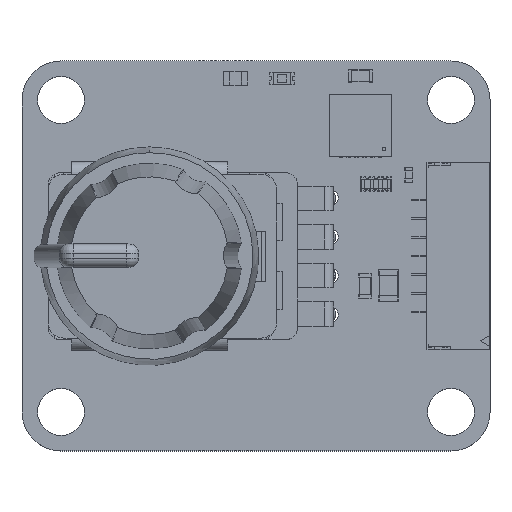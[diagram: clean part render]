
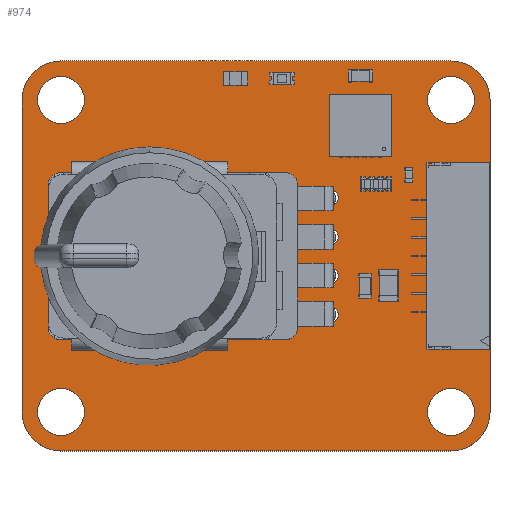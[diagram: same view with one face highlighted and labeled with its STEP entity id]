
A CAD part, top view. The second image highlights one B-rep face of the part: STEP entity #974.
In plain terms, the highlighted planar face has unit normal (0, 0, 1).
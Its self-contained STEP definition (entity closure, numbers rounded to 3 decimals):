
#71 = VERTEX_POINT('',#72);
#72 = CARTESIAN_POINT('',(135.9,-114.7,0.));
#89 = VERTEX_POINT('',#90);
#90 = CARTESIAN_POINT('',(160.9,-114.7,0.));
#96 = EDGE_CURVE('',#71,#89,#97,.T.);
#97 = LINE('',#98,#99);
#98 = CARTESIAN_POINT('',(135.9,-114.7,0.));
#99 = VECTOR('',#100,1.);
#100 = DIRECTION('',(1.,0.,0.));
#111 = VERTEX_POINT('',#112);
#112 = CARTESIAN_POINT('',(133.4,-112.2,0.));
#128 = EDGE_CURVE('',#111,#71,#129,.T.);
#129 = CIRCLE('',#130,2.5);
#130 = AXIS2_PLACEMENT_3D('',#131,#132,#133);
#131 = CARTESIAN_POINT('',(135.9,-112.2,0.));
#132 = DIRECTION('',(0.,0.,1.));
#133 = DIRECTION('',(1.,0.,0.));
#154 = VERTEX_POINT('',#155);
#155 = CARTESIAN_POINT('',(163.4,-112.2,0.));
#161 = EDGE_CURVE('',#89,#154,#162,.T.);
#162 = CIRCLE('',#163,2.5);
#163 = AXIS2_PLACEMENT_3D('',#164,#165,#166);
#164 = CARTESIAN_POINT('',(160.9,-112.2,0.));
#165 = DIRECTION('',(0.,0.,1.));
#166 = DIRECTION('',(1.,0.,0.));
#177 = VERTEX_POINT('',#178);
#178 = CARTESIAN_POINT('',(133.4,-92.2,0.));
#193 = EDGE_CURVE('',#177,#111,#194,.T.);
#194 = LINE('',#195,#196);
#195 = CARTESIAN_POINT('',(133.4,-92.2,0.));
#196 = VECTOR('',#197,1.);
#197 = DIRECTION('',(0.,-1.,0.));
#217 = VERTEX_POINT('',#218);
#218 = CARTESIAN_POINT('',(163.4,-92.2,0.));
#224 = EDGE_CURVE('',#154,#217,#225,.T.);
#225 = LINE('',#226,#227);
#226 = CARTESIAN_POINT('',(163.4,-112.2,0.));
#227 = VECTOR('',#228,1.);
#228 = DIRECTION('',(0.,1.,0.));
#239 = VERTEX_POINT('',#240);
#240 = CARTESIAN_POINT('',(135.9,-89.7,0.));
#256 = EDGE_CURVE('',#239,#177,#257,.T.);
#257 = CIRCLE('',#258,2.5);
#258 = AXIS2_PLACEMENT_3D('',#259,#260,#261);
#259 = CARTESIAN_POINT('',(135.9,-92.2,0.));
#260 = DIRECTION('',(0.,0.,1.));
#261 = DIRECTION('',(1.,0.,0.));
#282 = VERTEX_POINT('',#283);
#283 = CARTESIAN_POINT('',(160.9,-89.7,0.));
#289 = EDGE_CURVE('',#217,#282,#290,.T.);
#290 = CIRCLE('',#291,2.5);
#291 = AXIS2_PLACEMENT_3D('',#292,#293,#294);
#292 = CARTESIAN_POINT('',(160.9,-92.2,0.));
#293 = DIRECTION('',(0.,0.,1.));
#294 = DIRECTION('',(1.,0.,0.));
#312 = EDGE_CURVE('',#282,#239,#313,.T.);
#313 = LINE('',#314,#315);
#314 = CARTESIAN_POINT('',(160.9,-89.7,0.));
#315 = VECTOR('',#316,1.);
#316 = DIRECTION('',(-1.,0.,0.));
#327 = VERTEX_POINT('',#328);
#328 = CARTESIAN_POINT('',(137.4,-112.2,0.));
#344 = EDGE_CURVE('',#327,#327,#345,.T.);
#345 = CIRCLE('',#346,1.5);
#346 = AXIS2_PLACEMENT_3D('',#347,#348,#349);
#347 = CARTESIAN_POINT('',(135.9,-112.2,0.));
#348 = DIRECTION('',(0.,0.,1.));
#349 = DIRECTION('',(1.,0.,-0.));
#360 = VERTEX_POINT('',#361);
#361 = CARTESIAN_POINT('',(142.823,-108.022,0.));
#379 = VERTEX_POINT('',#380);
#380 = CARTESIAN_POINT('',(141.823,-107.023,0.));
#386 = EDGE_CURVE('',#360,#379,#387,.T.);
#387 = CIRCLE('',#388,0.999);
#388 = AXIS2_PLACEMENT_3D('',#389,#390,#391);
#389 = CARTESIAN_POINT('',(141.823,-108.022,0.));
#390 = DIRECTION('',(-0.,0.,1.));
#391 = DIRECTION('',(1.,0.,0.));
#411 = VERTEX_POINT('',#412);
#412 = CARTESIAN_POINT('',(141.323,-107.023,0.));
#418 = EDGE_CURVE('',#379,#411,#419,.T.);
#419 = LINE('',#420,#421);
#420 = CARTESIAN_POINT('',(141.823,-107.023,0.));
#421 = VECTOR('',#422,1.);
#422 = DIRECTION('',(-1.,0.,0.));
#443 = VERTEX_POINT('',#444);
#444 = CARTESIAN_POINT('',(140.323,-108.022,0.));
#450 = EDGE_CURVE('',#411,#443,#451,.T.);
#451 = CIRCLE('',#452,0.999);
#452 = AXIS2_PLACEMENT_3D('',#453,#454,#455);
#453 = CARTESIAN_POINT('',(141.323,-108.022,0.));
#454 = DIRECTION('',(0.,-0.,1.));
#455 = DIRECTION('',(0.,1.,0.));
#476 = VERTEX_POINT('',#477);
#477 = CARTESIAN_POINT('',(141.323,-109.022,0.));
#483 = EDGE_CURVE('',#443,#476,#484,.T.);
#484 = CIRCLE('',#485,0.999);
#485 = AXIS2_PLACEMENT_3D('',#486,#487,#488);
#486 = CARTESIAN_POINT('',(141.323,-108.022,0.));
#487 = DIRECTION('',(0.,0.,1.));
#488 = DIRECTION('',(-1.,0.,0.));
#508 = VERTEX_POINT('',#509);
#509 = CARTESIAN_POINT('',(141.823,-109.022,0.));
#515 = EDGE_CURVE('',#476,#508,#516,.T.);
#516 = LINE('',#517,#518);
#517 = CARTESIAN_POINT('',(141.323,-109.022,0.));
#518 = VECTOR('',#519,1.);
#519 = DIRECTION('',(1.,0.,0.));
#538 = EDGE_CURVE('',#508,#360,#539,.T.);
#539 = CIRCLE('',#540,0.999);
#540 = AXIS2_PLACEMENT_3D('',#541,#542,#543);
#541 = CARTESIAN_POINT('',(141.823,-108.022,0.));
#542 = DIRECTION('',(0.,0.,1.));
#543 = DIRECTION('',(0.,-1.,0.));
#554 = VERTEX_POINT('',#555);
#555 = CARTESIAN_POINT('',(153.673,-98.474,0.));
#571 = EDGE_CURVE('',#554,#554,#572,.T.);
#572 = CIRCLE('',#573,0.5);
#573 = AXIS2_PLACEMENT_3D('',#574,#575,#576);
#574 = CARTESIAN_POINT('',(153.173,-98.474,0.));
#575 = DIRECTION('',(0.,0.,1.));
#576 = DIRECTION('',(1.,0.,-0.));
#587 = VERTEX_POINT('',#588);
#588 = CARTESIAN_POINT('',(153.673,-100.974,0.));
#604 = EDGE_CURVE('',#587,#587,#605,.T.);
#605 = CIRCLE('',#606,0.5);
#606 = AXIS2_PLACEMENT_3D('',#607,#608,#609);
#607 = CARTESIAN_POINT('',(153.173,-100.974,0.));
#608 = DIRECTION('',(0.,0.,1.));
#609 = DIRECTION('',(1.,0.,-0.));
#620 = VERTEX_POINT('',#621);
#621 = CARTESIAN_POINT('',(153.673,-103.473,0.));
#637 = EDGE_CURVE('',#620,#620,#638,.T.);
#638 = CIRCLE('',#639,0.5);
#639 = AXIS2_PLACEMENT_3D('',#640,#641,#642);
#640 = CARTESIAN_POINT('',(153.173,-103.473,0.));
#641 = DIRECTION('',(0.,0.,1.));
#642 = DIRECTION('',(1.,0.,-0.));
#653 = VERTEX_POINT('',#654);
#654 = CARTESIAN_POINT('',(153.673,-105.972,0.));
#670 = EDGE_CURVE('',#653,#653,#671,.T.);
#671 = CIRCLE('',#672,0.5);
#672 = AXIS2_PLACEMENT_3D('',#673,#674,#675);
#673 = CARTESIAN_POINT('',(153.173,-105.972,0.));
#674 = DIRECTION('',(0.,0.,1.));
#675 = DIRECTION('',(1.,0.,-0.));
#686 = VERTEX_POINT('',#687);
#687 = CARTESIAN_POINT('',(162.4,-112.2,0.));
#703 = EDGE_CURVE('',#686,#686,#704,.T.);
#704 = CIRCLE('',#705,1.5);
#705 = AXIS2_PLACEMENT_3D('',#706,#707,#708);
#706 = CARTESIAN_POINT('',(160.9,-112.2,0.));
#707 = DIRECTION('',(0.,0.,1.));
#708 = DIRECTION('',(1.,0.,-0.));
#719 = VERTEX_POINT('',#720);
#720 = CARTESIAN_POINT('',(162.4,-92.2,0.));
#736 = EDGE_CURVE('',#719,#719,#737,.T.);
#737 = CIRCLE('',#738,1.5);
#738 = AXIS2_PLACEMENT_3D('',#739,#740,#741);
#739 = CARTESIAN_POINT('',(160.9,-92.2,0.));
#740 = DIRECTION('',(0.,0.,1.));
#741 = DIRECTION('',(1.,0.,-0.));
#752 = VERTEX_POINT('',#753);
#753 = CARTESIAN_POINT('',(142.823,-96.424,0.));
#771 = VERTEX_POINT('',#772);
#772 = CARTESIAN_POINT('',(141.823,-95.425,0.));
#778 = EDGE_CURVE('',#752,#771,#779,.T.);
#779 = CIRCLE('',#780,0.999);
#780 = AXIS2_PLACEMENT_3D('',#781,#782,#783);
#781 = CARTESIAN_POINT('',(141.823,-96.424,0.));
#782 = DIRECTION('',(-0.,0.,1.));
#783 = DIRECTION('',(1.,0.,0.));
#803 = VERTEX_POINT('',#804);
#804 = CARTESIAN_POINT('',(141.323,-95.425,0.));
#810 = EDGE_CURVE('',#771,#803,#811,.T.);
#811 = LINE('',#812,#813);
#812 = CARTESIAN_POINT('',(141.823,-95.425,0.));
#813 = VECTOR('',#814,1.);
#814 = DIRECTION('',(-1.,0.,0.));
#835 = VERTEX_POINT('',#836);
#836 = CARTESIAN_POINT('',(140.323,-96.424,0.));
#842 = EDGE_CURVE('',#803,#835,#843,.T.);
#843 = CIRCLE('',#844,0.999);
#844 = AXIS2_PLACEMENT_3D('',#845,#846,#847);
#845 = CARTESIAN_POINT('',(141.323,-96.424,0.));
#846 = DIRECTION('',(0.,-0.,1.));
#847 = DIRECTION('',(0.,1.,0.));
#868 = VERTEX_POINT('',#869);
#869 = CARTESIAN_POINT('',(141.323,-97.424,0.));
#875 = EDGE_CURVE('',#835,#868,#876,.T.);
#876 = CIRCLE('',#877,0.999);
#877 = AXIS2_PLACEMENT_3D('',#878,#879,#880);
#878 = CARTESIAN_POINT('',(141.323,-96.424,0.));
#879 = DIRECTION('',(0.,0.,1.));
#880 = DIRECTION('',(-1.,0.,0.));
#900 = VERTEX_POINT('',#901);
#901 = CARTESIAN_POINT('',(141.823,-97.424,0.));
#907 = EDGE_CURVE('',#868,#900,#908,.T.);
#908 = LINE('',#909,#910);
#909 = CARTESIAN_POINT('',(141.323,-97.424,0.));
#910 = VECTOR('',#911,1.);
#911 = DIRECTION('',(1.,0.,0.));
#930 = EDGE_CURVE('',#900,#752,#931,.T.);
#931 = CIRCLE('',#932,0.999);
#932 = AXIS2_PLACEMENT_3D('',#933,#934,#935);
#933 = CARTESIAN_POINT('',(141.823,-96.424,0.));
#934 = DIRECTION('',(0.,0.,1.));
#935 = DIRECTION('',(0.,-1.,0.));
#946 = VERTEX_POINT('',#947);
#947 = CARTESIAN_POINT('',(137.4,-92.2,0.));
#963 = EDGE_CURVE('',#946,#946,#964,.T.);
#964 = CIRCLE('',#965,1.5);
#965 = AXIS2_PLACEMENT_3D('',#966,#967,#968);
#966 = CARTESIAN_POINT('',(135.9,-92.2,0.));
#967 = DIRECTION('',(0.,0.,1.));
#968 = DIRECTION('',(1.,0.,-0.));
#974 = ADVANCED_FACE('',(#975,#985,#988,#996,#999,#1002,#1005,#1008,
    #1011,#1014,#1022),#1025,.T.);
#975 = FACE_BOUND('',#976,.T.);
#976 = EDGE_LOOP('',(#977,#978,#979,#980,#981,#982,#983,#984));
#977 = ORIENTED_EDGE('',*,*,#96,.T.);
#978 = ORIENTED_EDGE('',*,*,#161,.T.);
#979 = ORIENTED_EDGE('',*,*,#224,.T.);
#980 = ORIENTED_EDGE('',*,*,#289,.T.);
#981 = ORIENTED_EDGE('',*,*,#312,.T.);
#982 = ORIENTED_EDGE('',*,*,#256,.T.);
#983 = ORIENTED_EDGE('',*,*,#193,.T.);
#984 = ORIENTED_EDGE('',*,*,#128,.T.);
#985 = FACE_BOUND('',#986,.T.);
#986 = EDGE_LOOP('',(#987));
#987 = ORIENTED_EDGE('',*,*,#344,.F.);
#988 = FACE_BOUND('',#989,.T.);
#989 = EDGE_LOOP('',(#990,#991,#992,#993,#994,#995));
#990 = ORIENTED_EDGE('',*,*,#386,.F.);
#991 = ORIENTED_EDGE('',*,*,#538,.F.);
#992 = ORIENTED_EDGE('',*,*,#515,.F.);
#993 = ORIENTED_EDGE('',*,*,#483,.F.);
#994 = ORIENTED_EDGE('',*,*,#450,.F.);
#995 = ORIENTED_EDGE('',*,*,#418,.F.);
#996 = FACE_BOUND('',#997,.T.);
#997 = EDGE_LOOP('',(#998));
#998 = ORIENTED_EDGE('',*,*,#571,.F.);
#999 = FACE_BOUND('',#1000,.T.);
#1000 = EDGE_LOOP('',(#1001));
#1001 = ORIENTED_EDGE('',*,*,#604,.F.);
#1002 = FACE_BOUND('',#1003,.T.);
#1003 = EDGE_LOOP('',(#1004));
#1004 = ORIENTED_EDGE('',*,*,#637,.F.);
#1005 = FACE_BOUND('',#1006,.T.);
#1006 = EDGE_LOOP('',(#1007));
#1007 = ORIENTED_EDGE('',*,*,#670,.F.);
#1008 = FACE_BOUND('',#1009,.T.);
#1009 = EDGE_LOOP('',(#1010));
#1010 = ORIENTED_EDGE('',*,*,#703,.F.);
#1011 = FACE_BOUND('',#1012,.T.);
#1012 = EDGE_LOOP('',(#1013));
#1013 = ORIENTED_EDGE('',*,*,#736,.F.);
#1014 = FACE_BOUND('',#1015,.T.);
#1015 = EDGE_LOOP('',(#1016,#1017,#1018,#1019,#1020,#1021));
#1016 = ORIENTED_EDGE('',*,*,#778,.F.);
#1017 = ORIENTED_EDGE('',*,*,#930,.F.);
#1018 = ORIENTED_EDGE('',*,*,#907,.F.);
#1019 = ORIENTED_EDGE('',*,*,#875,.F.);
#1020 = ORIENTED_EDGE('',*,*,#842,.F.);
#1021 = ORIENTED_EDGE('',*,*,#810,.F.);
#1022 = FACE_BOUND('',#1023,.T.);
#1023 = EDGE_LOOP('',(#1024));
#1024 = ORIENTED_EDGE('',*,*,#963,.F.);
#1025 = PLANE('',#1026);
#1026 = AXIS2_PLACEMENT_3D('',#1027,#1028,#1029);
#1027 = CARTESIAN_POINT('',(148.4,-102.2,0.));
#1028 = DIRECTION('',(0.,0.,1.));
#1029 = DIRECTION('',(1.,0.,0.));
